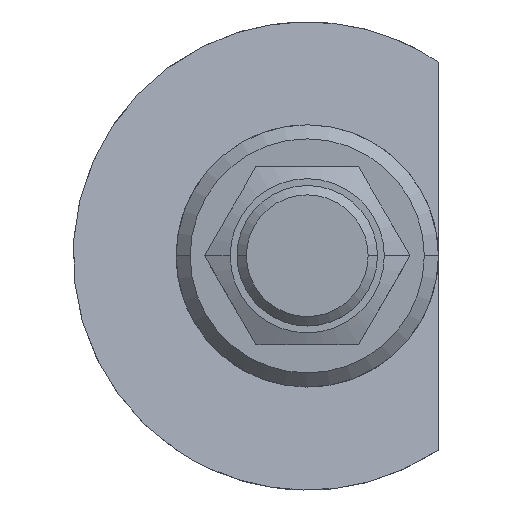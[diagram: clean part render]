
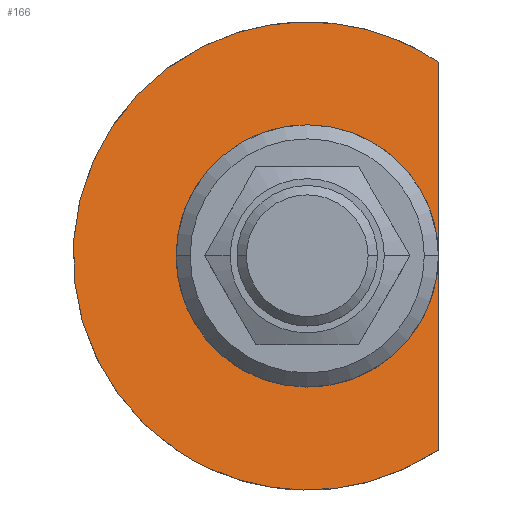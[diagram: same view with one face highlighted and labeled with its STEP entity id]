
A CAD part, top view. The second image highlights one B-rep face of the part: STEP entity #166.
In plain terms, the highlighted planar face has unit normal (0, 0.158, 0.987).
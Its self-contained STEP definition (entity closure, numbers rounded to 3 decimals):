
#166=ADVANCED_FACE('',(#442),#443,.F.);
#192=EDGE_CURVE('',#340,#232,#474,.T.);
#196=EDGE_CURVE('',#232,#214,#478,.T.);
#202=EDGE_CURVE('',#214,#288,#485,.T.);
#208=EDGE_CURVE('',#216,#232,#494,.T.);
#214=VERTEX_POINT('',#501);
#216=VERTEX_POINT('',#503);
#232=VERTEX_POINT('',#521);
#234=EDGE_CURVE('',#232,#216,#523,.T.);
#288=VERTEX_POINT('',#582);
#340=VERTEX_POINT('',#640);
#380=EDGE_CURVE('',#288,#340,#687,.T.);
#442=FACE_OUTER_BOUND('',#743,.T.);
#443=PLANE('',#744);
#474=LINE('',#794,#795);
#478=LINE('',#802,#803);
#485=ELLIPSE('',#811,25.318,25.0);
#494=ELLIPSE('',#821,14.178,14.0);
#501=CARTESIAN_POINT('',(14.,-20.712,11.314));
#503=CARTESIAN_POINT('',(-14.0,0.,8.));
#521=CARTESIAN_POINT('',(14.0,0.,8.));
#523=ELLIPSE('',#853,14.178,14.0);
#582=CARTESIAN_POINT('',(-14.0,-20.712,11.314));
#640=CARTESIAN_POINT('',(14.,20.712,4.686));
#687=ELLIPSE('',#1098,25.318,25.0);
#743=EDGE_LOOP('',(#1171,#1172,#1173,#1174,#1175,#1176));
#744=AXIS2_PLACEMENT_3D('',#1177,#1178,#1179);
#794=CARTESIAN_POINT('',(14.0,-1.778,8.285));
#795=VECTOR('',#1227,1.0);
#802=CARTESIAN_POINT('',(14.0,-1.778,8.285));
#803=VECTOR('',#1229,1.0);
#811=AXIS2_PLACEMENT_3D('',#1238,#1239,#1240);
#821=AXIS2_PLACEMENT_3D('',#1259,#1260,#1261);
#853=AXIS2_PLACEMENT_3D('',#1294,#1295,#1296);
#1098=AXIS2_PLACEMENT_3D('',#1488,#1489,#1490);
#1171=ORIENTED_EDGE('',*,*,#202,.F.);
#1172=ORIENTED_EDGE('',*,*,#196,.F.);
#1173=ORIENTED_EDGE('',*,*,#234,.T.);
#1174=ORIENTED_EDGE('',*,*,#208,.T.);
#1175=ORIENTED_EDGE('',*,*,#192,.F.);
#1176=ORIENTED_EDGE('',*,*,#380,.F.);
#1177=CARTESIAN_POINT('',(14.,-25.0,12.0));
#1178=DIRECTION('',(-0.0,-0.158,-0.987));
#1179=DIRECTION('',(-1.0,0.0,0.0));
#1227=DIRECTION('',(0.0,-0.987,0.158));
#1229=DIRECTION('',(0.0,-0.987,0.158));
#1238=CARTESIAN_POINT('',(0.0,0.0,8.));
#1239=DIRECTION('',(0.,-0.158,-0.987));
#1240=DIRECTION('',(0.,0.987,-0.158));
#1259=CARTESIAN_POINT('',(0.,0.,8.));
#1260=DIRECTION('',(0.,-0.158,-0.987));
#1261=DIRECTION('',(0.,0.987,-0.158));
#1294=CARTESIAN_POINT('',(0.,0.,8.));
#1295=DIRECTION('',(0.,-0.158,-0.987));
#1296=DIRECTION('',(0.,0.987,-0.158));
#1488=CARTESIAN_POINT('',(0.0,0.0,8.));
#1489=DIRECTION('',(0.,-0.158,-0.987));
#1490=DIRECTION('',(0.,0.987,-0.158));
